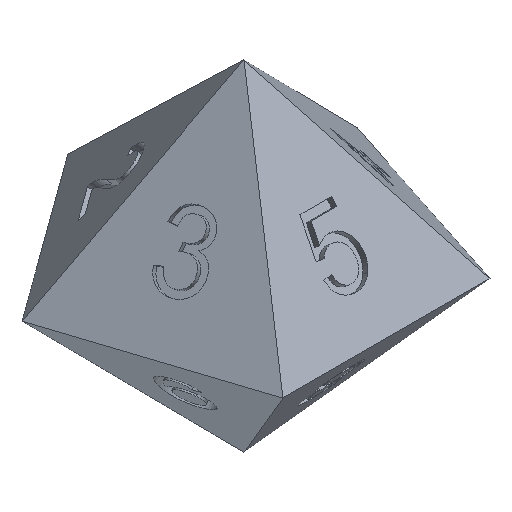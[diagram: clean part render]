
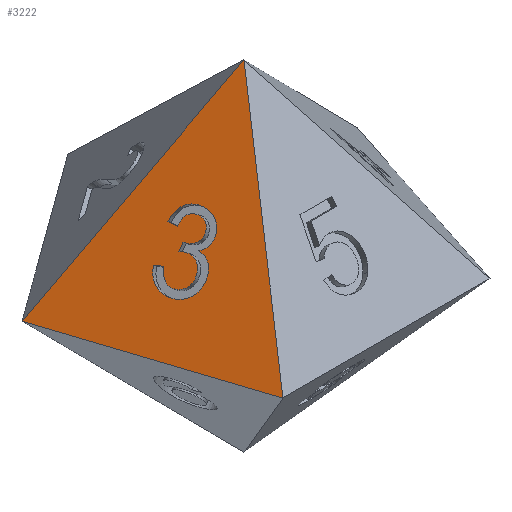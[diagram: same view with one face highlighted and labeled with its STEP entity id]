
A CAD part, isometric view. The second image highlights one B-rep face of the part: STEP entity #3222.
In plain terms, the highlighted planar face has unit normal (-0.729, -0.237, 0.643).
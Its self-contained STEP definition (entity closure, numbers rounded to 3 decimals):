
#2845=CARTESIAN_POINT('',(0.347,-0.113,13.324));
#2846=VERTEX_POINT('',#2845);
#2933=CARTESIAN_POINT('',(-12.796,4.158,0.));
#2934=VERTEX_POINT('',#2933);
#2941=CARTESIAN_POINT('',(0.347,-0.113,13.324));
#2942=DIRECTION('',(-0.685,0.222,-0.694));
#2943=VECTOR('',#2942,19.197);
#2944=LINE('',#2941,#2943);
#2945=EDGE_CURVE('',#2846,#2934,#2944,.T.);
#3069=CARTESIAN_POINT('',(-10.286,-3.568,0.));
#3070=DIRECTION('',(-0.729,-0.237,0.643));
#3071=DIRECTION('',(0.662,0.,0.75));
#3072=AXIS2_PLACEMENT_3D('',#3069,#3070,#3071);
#3073=PLANE('',#3072);
#3074=CARTESIAN_POINT('',(-7.776,-11.293,0.));
#3075=VERTEX_POINT('',#3074);
#3076=CARTESIAN_POINT('',(-12.796,4.158,0.));
#3077=DIRECTION('',(0.309,-0.951,0.));
#3078=VECTOR('',#3077,16.246);
#3079=LINE('',#3076,#3078);
#3080=EDGE_CURVE('',#2934,#3075,#3079,.T.);
#3081=ORIENTED_EDGE('',*,*,#3080,.T.);
#3082=CARTESIAN_POINT('',(0.347,-0.113,13.324));
#3083=DIRECTION('',(-0.423,-0.582,-0.694));
#3084=VECTOR('',#3083,19.197);
#3085=LINE('',#3082,#3084);
#3086=EDGE_CURVE('',#2846,#3075,#3085,.T.);
#3087=ORIENTED_EDGE('',*,*,#3086,.F.);
#3088=ORIENTED_EDGE('',*,*,#2945,.T.);
#3089=EDGE_LOOP('',(#3081,#3087,#3088));
#3090=FACE_BOUND('',#3089,.T.);
#3091=CARTESIAN_POINT('',(-6.264,-1.939,5.158));
#3092=VERTEX_POINT('',#3091);
#3093=CARTESIAN_POINT('',(-5.993,-1.216,5.732));
#3094=VERTEX_POINT('',#3093);
#3095=CARTESIAN_POINT('',(-6.264,-1.939,5.158));
#3096=CARTESIAN_POINT('',(-6.255,-1.979,5.154));
#3097=CARTESIAN_POINT('',(-6.246,-2.011,5.153));
#3098=CARTESIAN_POINT('',(-6.238,-2.034,5.153));
#3099=CARTESIAN_POINT('',(-6.158,-2.283,5.153));
#3100=CARTESIAN_POINT('',(-6.041,-2.492,5.208));
#3101=CARTESIAN_POINT('',(-5.888,-2.662,5.318));
#3102=CARTESIAN_POINT('',(-5.735,-2.833,5.429));
#3103=CARTESIAN_POINT('',(-5.567,-2.888,5.599));
#3104=CARTESIAN_POINT('',(-5.384,-2.828,5.829));
#3105=CARTESIAN_POINT('',(-5.238,-2.781,6.011));
#3106=CARTESIAN_POINT('',(-5.141,-2.669,6.162));
#3107=CARTESIAN_POINT('',(-5.093,-2.494,6.282));
#3108=CARTESIAN_POINT('',(-5.045,-2.318,6.401));
#3109=CARTESIAN_POINT('',(-5.058,-2.115,6.461));
#3110=CARTESIAN_POINT('',(-5.132,-1.886,6.461));
#3111=CARTESIAN_POINT('',(-5.206,-1.659,6.461));
#3112=CARTESIAN_POINT('',(-5.316,-1.486,6.4));
#3113=CARTESIAN_POINT('',(-5.462,-1.366,6.279));
#3114=CARTESIAN_POINT('',(-5.608,-1.247,6.157));
#3115=CARTESIAN_POINT('',(-5.785,-1.197,5.975));
#3116=CARTESIAN_POINT('',(-5.993,-1.216,5.732));
#3117=B_SPLINE_CURVE_WITH_KNOTS('',3,(#3095,#3096,#3097,#3098,#3099,#3100,#3101,#3102,#3103,#3104,#3105,#3106,#3107,#3108,#3109,#3110,#3111,#3112,#3113,#3114,#3115,#3116),.UNSPECIFIED.,.F.,.F.,(4,3,3,3,3,3,3,4),(0.,0.018,0.209,0.399,0.55,0.701,0.851,1.),.UNSPECIFIED.);
#3118=EDGE_CURVE('',#3092,#3094,#3117,.T.);
#3119=ORIENTED_EDGE('',*,*,#3118,.T.);
#3120=CARTESIAN_POINT('',(-6.112,-0.61,5.821));
#3121=VERTEX_POINT('',#3120);
#3122=CARTESIAN_POINT('',(-5.993,-1.216,5.732));
#3123=DIRECTION('',(-0.191,0.971,0.142));
#3124=VECTOR('',#3123,0.624);
#3125=LINE('',#3122,#3124);
#3126=EDGE_CURVE('',#3094,#3121,#3125,.T.);
#3127=ORIENTED_EDGE('',*,*,#3126,.T.);
#3128=CARTESIAN_POINT('',(-6.065,-2.989,4.998));
#3129=VERTEX_POINT('',#3128);
#3130=CARTESIAN_POINT('',(-6.112,-0.61,5.821));
#3131=CARTESIAN_POINT('',(-5.823,-0.595,6.154));
#3132=CARTESIAN_POINT('',(-5.564,-0.69,6.412));
#3133=CARTESIAN_POINT('',(-5.336,-0.895,6.595));
#3134=CARTESIAN_POINT('',(-5.108,-1.101,6.778));
#3135=CARTESIAN_POINT('',(-4.932,-1.391,6.87));
#3136=CARTESIAN_POINT('',(-4.81,-1.767,6.87));
#3137=CARTESIAN_POINT('',(-4.726,-2.027,6.87));
#3138=CARTESIAN_POINT('',(-4.686,-2.278,6.822));
#3139=CARTESIAN_POINT('',(-4.691,-2.521,6.727));
#3140=CARTESIAN_POINT('',(-4.696,-2.764,6.633));
#3141=CARTESIAN_POINT('',(-4.745,-2.964,6.503));
#3142=CARTESIAN_POINT('',(-4.838,-3.122,6.34));
#3143=CARTESIAN_POINT('',(-4.931,-3.28,6.176));
#3144=CARTESIAN_POINT('',(-5.051,-3.383,6.002));
#3145=CARTESIAN_POINT('',(-5.198,-3.431,5.818));
#3146=CARTESIAN_POINT('',(-5.337,-3.476,5.643));
#3147=CARTESIAN_POINT('',(-5.482,-3.462,5.484));
#3148=CARTESIAN_POINT('',(-5.632,-3.389,5.34));
#3149=CARTESIAN_POINT('',(-5.783,-3.316,5.197));
#3150=CARTESIAN_POINT('',(-5.927,-3.183,5.083));
#3151=CARTESIAN_POINT('',(-6.065,-2.989,4.998));
#3152=B_SPLINE_CURVE_WITH_KNOTS('',3,(#3130,#3131,#3132,#3133,#3134,#3135,#3136,#3137,#3138,#3139,#3140,#3141,#3142,#3143,#3144,#3145,#3146,#3147,#3148,#3149,#3150,#3151),.UNSPECIFIED.,.F.,.F.,(4,3,3,3,3,3,3,4),(0.,0.09,0.181,0.243,0.306,0.368,0.427,0.487),.UNSPECIFIED.);
#3153=EDGE_CURVE('',#3121,#3129,#3152,.T.);
#3154=ORIENTED_EDGE('',*,*,#3153,.T.);
#3155=CARTESIAN_POINT('',(-7.684,-1.056,3.875));
#3156=VERTEX_POINT('',#3155);
#3157=CARTESIAN_POINT('',(-6.065,-2.989,4.998));
#3158=CARTESIAN_POINT('',(-6.017,-3.284,4.943));
#3159=CARTESIAN_POINT('',(-6.038,-3.532,4.828));
#3160=CARTESIAN_POINT('',(-6.126,-3.732,4.654));
#3161=CARTESIAN_POINT('',(-6.214,-3.933,4.48));
#3162=CARTESIAN_POINT('',(-6.363,-4.067,4.263));
#3163=CARTESIAN_POINT('',(-6.571,-4.135,4.002));
#3164=CARTESIAN_POINT('',(-6.853,-4.227,3.648));
#3165=CARTESIAN_POINT('',(-7.141,-4.153,3.349));
#3166=CARTESIAN_POINT('',(-7.436,-3.914,3.103));
#3167=CARTESIAN_POINT('',(-7.73,-3.675,2.857));
#3168=CARTESIAN_POINT('',(-7.952,-3.325,2.735));
#3169=CARTESIAN_POINT('',(-8.103,-2.862,2.735));
#3170=CARTESIAN_POINT('',(-8.238,-2.445,2.735));
#3171=CARTESIAN_POINT('',(-8.266,-2.072,2.84));
#3172=CARTESIAN_POINT('',(-8.187,-1.741,3.052));
#3173=CARTESIAN_POINT('',(-8.108,-1.411,3.264));
#3174=CARTESIAN_POINT('',(-7.94,-1.182,3.538));
#3175=CARTESIAN_POINT('',(-7.684,-1.056,3.875));
#3176=B_SPLINE_CURVE_WITH_KNOTS('',3,(#3157,#3158,#3159,#3160,#3161,#3162,#3163,#3164,#3165,#3166,#3167,#3168,#3169,#3170,#3171,#3172,#3173,#3174,#3175),.UNSPECIFIED.,.F.,.F.,(4,3,3,3,3,3,4),(0.487,0.559,0.63,0.728,0.825,0.912,1.),.UNSPECIFIED.);
#3177=EDGE_CURVE('',#3129,#3156,#3176,.T.);
#3178=ORIENTED_EDGE('',*,*,#3177,.T.);
#3179=CARTESIAN_POINT('',(-7.441,-1.623,3.941));
#3180=VERTEX_POINT('',#3179);
#3181=CARTESIAN_POINT('',(-7.684,-1.056,3.875));
#3182=DIRECTION('',(0.391,-0.914,0.107));
#3183=VECTOR('',#3182,0.62);
#3184=LINE('',#3181,#3183);
#3185=EDGE_CURVE('',#3156,#3180,#3184,.T.);
#3186=ORIENTED_EDGE('',*,*,#3185,.T.);
#3187=CARTESIAN_POINT('',(-6.634,-1.987,4.722));
#3188=VERTEX_POINT('',#3187);
#3189=CARTESIAN_POINT('',(-7.441,-1.623,3.941));
#3190=CARTESIAN_POINT('',(-7.644,-1.763,3.659));
#3191=CARTESIAN_POINT('',(-7.769,-1.929,3.456));
#3192=CARTESIAN_POINT('',(-7.816,-2.122,3.332));
#3193=CARTESIAN_POINT('',(-7.863,-2.316,3.208));
#3194=CARTESIAN_POINT('',(-7.849,-2.528,3.146));
#3195=CARTESIAN_POINT('',(-7.773,-2.759,3.146));
#3196=CARTESIAN_POINT('',(-7.684,-3.033,3.146));
#3197=CARTESIAN_POINT('',(-7.544,-3.244,3.227));
#3198=CARTESIAN_POINT('',(-7.354,-3.391,3.389));
#3199=CARTESIAN_POINT('',(-7.163,-3.538,3.551));
#3200=CARTESIAN_POINT('',(-6.972,-3.581,3.751));
#3201=CARTESIAN_POINT('',(-6.781,-3.519,3.991));
#3202=CARTESIAN_POINT('',(-6.599,-3.46,4.219));
#3203=CARTESIAN_POINT('',(-6.477,-3.323,4.407));
#3204=CARTESIAN_POINT('',(-6.416,-3.11,4.555));
#3205=CARTESIAN_POINT('',(-6.355,-2.896,4.703));
#3206=CARTESIAN_POINT('',(-6.368,-2.655,4.777));
#3207=CARTESIAN_POINT('',(-6.456,-2.385,4.777));
#3208=CARTESIAN_POINT('',(-6.492,-2.274,4.777));
#3209=CARTESIAN_POINT('',(-6.551,-2.142,4.759));
#3210=CARTESIAN_POINT('',(-6.634,-1.987,4.722));
#3211=B_SPLINE_CURVE_WITH_KNOTS('',3,(#3189,#3190,#3191,#3192,#3193,#3194,#3195,#3196,#3197,#3198,#3199,#3200,#3201,#3202,#3203,#3204,#3205,#3206,#3207,#3208,#3209,#3210),.UNSPECIFIED.,.F.,.F.,(4,3,3,3,3,3,3,4),(0.,0.141,0.282,0.449,0.616,0.775,0.935,1.),.UNSPECIFIED.);
#3212=EDGE_CURVE('',#3180,#3188,#3211,.T.);
#3213=ORIENTED_EDGE('',*,*,#3212,.T.);
#3214=CARTESIAN_POINT('',(-6.634,-1.987,4.722));
#3215=DIRECTION('',(0.644,0.084,0.761));
#3216=VECTOR('',#3215,0.573);
#3217=LINE('',#3214,#3216);
#3218=EDGE_CURVE('',#3188,#3092,#3217,.T.);
#3219=ORIENTED_EDGE('',*,*,#3218,.T.);
#3220=EDGE_LOOP('',(#3119,#3127,#3154,#3178,#3186,#3213,#3219));
#3221=FACE_BOUND('',#3220,.T.);
#3222=ADVANCED_FACE('',(#3090,#3221),#3073,.T.);
